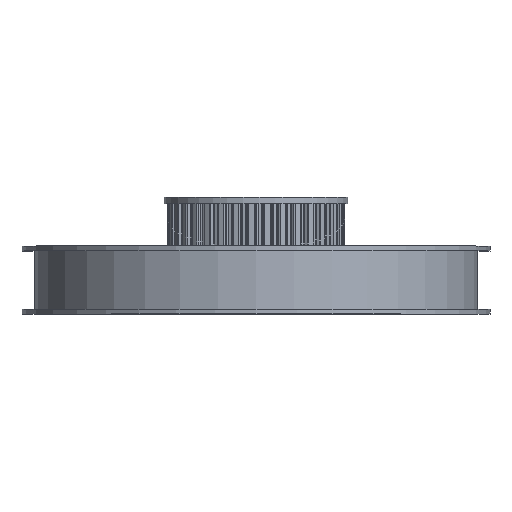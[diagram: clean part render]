
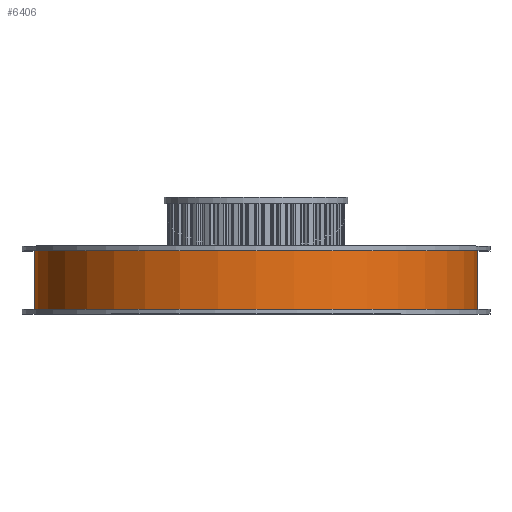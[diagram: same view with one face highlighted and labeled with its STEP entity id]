
A CAD part, top view. The second image highlights one B-rep face of the part: STEP entity #6406.
In plain terms, the highlighted cylindrical face has radius 68.069 mm (diameter 136.138 mm), a full revolution.
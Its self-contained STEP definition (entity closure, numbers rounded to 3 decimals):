
#194=CYLINDRICAL_SURFACE('',#7120,68.069);
#759=LINE('',#10990,#1332);
#1332=VECTOR('',#9037,68.069);
#1672=FACE_OUTER_BOUND('',#2013,.T.);
#2013=EDGE_LOOP('',(#5540,#5541,#5542,#5543));
#2429=CIRCLE('',#7121,68.069);
#2430=CIRCLE('',#7122,68.069);
#3056=VERTEX_POINT('',#10987);
#3057=VERTEX_POINT('',#10989);
#3988=EDGE_CURVE('',#3056,#3056,#2429,.T.);
#3989=EDGE_CURVE('',#3056,#3057,#759,.T.);
#3990=EDGE_CURVE('',#3057,#3057,#2430,.T.);
#5540=ORIENTED_EDGE('',*,*,#3988,.F.);
#5541=ORIENTED_EDGE('',*,*,#3989,.T.);
#5542=ORIENTED_EDGE('',*,*,#3990,.T.);
#5543=ORIENTED_EDGE('',*,*,#3989,.F.);
#6406=ADVANCED_FACE('',(#1672),#194,.T.);
#7120=AXIS2_PLACEMENT_3D('',#10986,#9033,#9034);
#7121=AXIS2_PLACEMENT_3D('',#10988,#9035,#9036);
#7122=AXIS2_PLACEMENT_3D('',#10991,#9038,#9039);
#9033=DIRECTION('center_axis',(0.,-1.,0.));
#9034=DIRECTION('ref_axis',(0.,0.,-1.));
#9035=DIRECTION('center_axis',(0.,-1.,0.));
#9036=DIRECTION('ref_axis',(0.,0.,-1.));
#9037=DIRECTION('',(0.,1.,0.));
#9038=DIRECTION('center_axis',(0.,-1.,0.));
#9039=DIRECTION('ref_axis',(0.,0.,-1.));
#10986=CARTESIAN_POINT('Origin',(66.608,73.079,98.202));
#10987=CARTESIAN_POINT('',(66.608,74.579,166.272));
#10988=CARTESIAN_POINT('Origin',(66.608,74.579,98.202));
#10989=CARTESIAN_POINT('',(66.608,92.579,166.272));
#10990=CARTESIAN_POINT('',(66.608,73.079,166.272));
#10991=CARTESIAN_POINT('Origin',(66.608,92.579,98.202));
